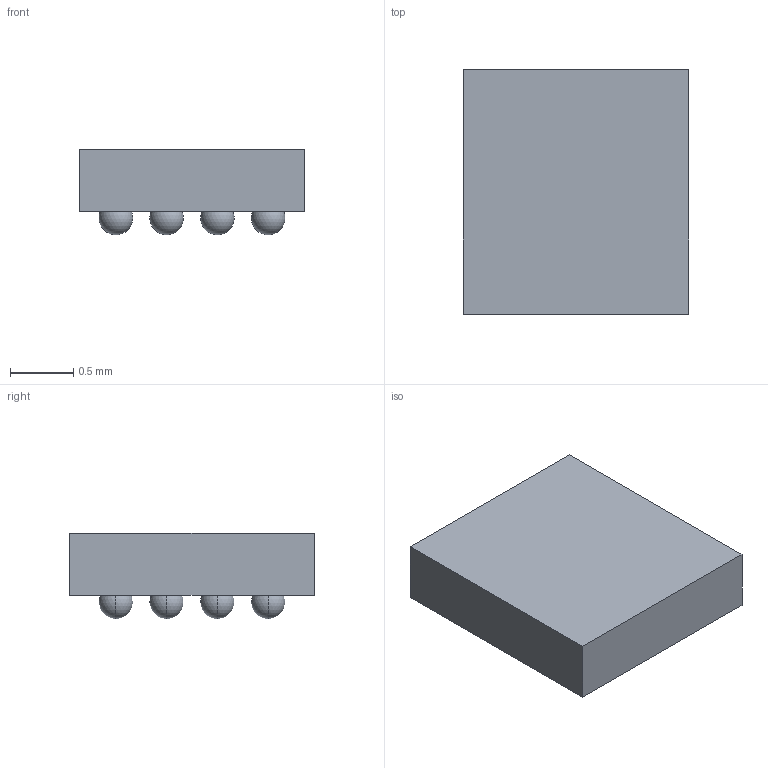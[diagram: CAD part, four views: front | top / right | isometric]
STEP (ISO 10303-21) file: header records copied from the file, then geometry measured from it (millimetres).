
FILE_DESCRIPTION((''),'2;1');
FILE_NAME('YFX0012_ASM','2018-10-03T07:16:34',('a0412086'),(''),'CREO PARAMETRIC BY PTC INC, 2018020','CREO PARAMETRIC BY PTC INC, 2018020','');
FILE_SCHEMA(('AUTOMOTIVE_DESIGN { 1 0 10303 214 1 1 1 1 }'));
Length unit declared in the file: millimetre
Products named in the file (4): BODY; SOLDER_BALL; PIN1_AREA; YFX0012_ASM
Assembly tree (14 placements, depth 2):
  YFX0012_ASM
    BODY
    SOLDER_BALL  x12
    PIN1_AREA
Bounding box: 1.77 x 1.93 x 0.68 mm (x, y, z)
Volume: 1.8 mm3; surface area: 12.9 mm2
Topology: 13 solids, 13 shells, 42 faces, 84 edges, 44 vertices
Faces by surface type: sphere 24, plane 18
Entity records: 806 total; most frequent: DIRECTION 126, CARTESIAN_POINT 108, AXIS2_PLACEMENT_3D 51, ORIENTED_EDGE 32, PROPERTY_DEFINITION 30, REPRESENTATION 28, PROPERTY_DEFINITION_REPRESENTATION 28, COLOUR_RGB 26
